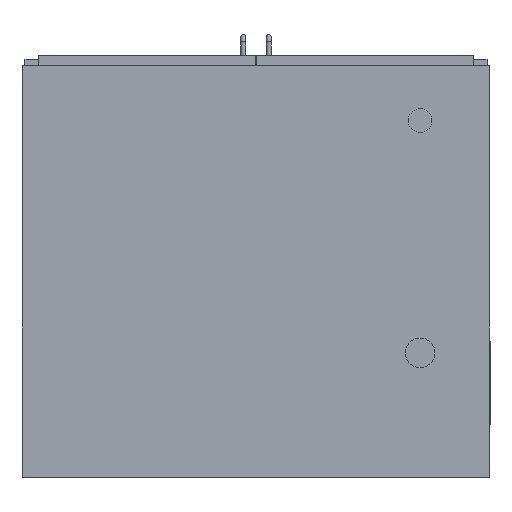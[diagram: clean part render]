
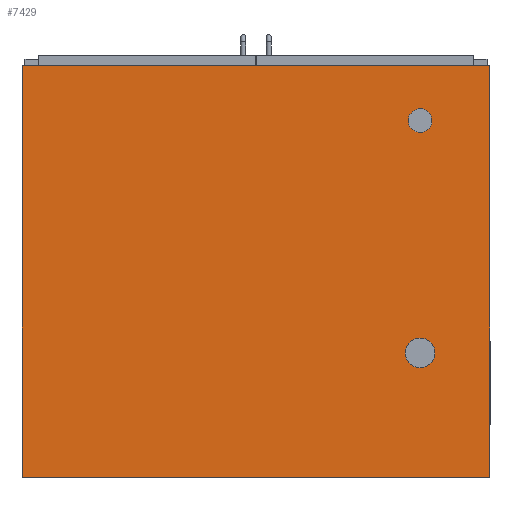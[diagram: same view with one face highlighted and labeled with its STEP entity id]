
A CAD part, front view. The second image highlights one B-rep face of the part: STEP entity #7429.
In plain terms, the highlighted planar face has unit normal (0, -1, 0).
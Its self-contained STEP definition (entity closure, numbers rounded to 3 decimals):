
#77=FACE_BOUND('',#859,.T.);
#78=FACE_BOUND('',#860,.T.);
#97=CIRCLE('',#7942,20.);
#99=CIRCLE('',#7946,25.);
#397=FACE_OUTER_BOUND('',#858,.T.);
#858=EDGE_LOOP('',(#4977,#4978,#4979,#4980));
#859=EDGE_LOOP('',(#4981));
#860=EDGE_LOOP('',(#4982));
#1348=LINE('',#10801,#2250);
#1350=LINE('',#10805,#2252);
#1352=LINE('',#10809,#2254);
#1354=LINE('',#10812,#2256);
#2250=VECTOR('',#8637,10.);
#2252=VECTOR('',#8641,10.);
#2254=VECTOR('',#8645,10.);
#2256=VECTOR('',#8649,10.);
#3130=VERTEX_POINT('',#10752);
#3132=VERTEX_POINT('',#10759);
#3145=VERTEX_POINT('',#10798);
#3146=VERTEX_POINT('',#10800);
#3147=VERTEX_POINT('',#10804);
#3148=VERTEX_POINT('',#10808);
#3843=EDGE_CURVE('',#3130,#3130,#97,.T.);
#3846=EDGE_CURVE('',#3132,#3132,#99,.T.);
#3864=EDGE_CURVE('',#3146,#3145,#1348,.T.);
#3866=EDGE_CURVE('',#3147,#3146,#1350,.T.);
#3868=EDGE_CURVE('',#3148,#3147,#1352,.T.);
#3870=EDGE_CURVE('',#3145,#3148,#1354,.T.);
#4977=ORIENTED_EDGE('',*,*,#3870,.T.);
#4978=ORIENTED_EDGE('',*,*,#3868,.T.);
#4979=ORIENTED_EDGE('',*,*,#3866,.T.);
#4980=ORIENTED_EDGE('',*,*,#3864,.T.);
#4981=ORIENTED_EDGE('',*,*,#3843,.T.);
#4982=ORIENTED_EDGE('',*,*,#3846,.T.);
#7057=PLANE('',#7958);
#7429=ADVANCED_FACE('',(#397,#77,#78),#7057,.T.);
#7942=AXIS2_PLACEMENT_3D('',#10754,#8593,#8594);
#7946=AXIS2_PLACEMENT_3D('',#10761,#8602,#8603);
#7958=AXIS2_PLACEMENT_3D('',#10813,#8650,#8651);
#8593=DIRECTION('center_axis',(0.,1.,0.));
#8594=DIRECTION('ref_axis',(1.,0.,0.));
#8602=DIRECTION('center_axis',(0.,1.,0.));
#8603=DIRECTION('ref_axis',(1.,0.,0.));
#8637=DIRECTION('',(1.,0.,0.));
#8641=DIRECTION('',(0.,0.,-1.));
#8645=DIRECTION('',(-1.,0.,0.));
#8649=DIRECTION('',(0.,0.,1.));
#8650=DIRECTION('center_axis',(0.,-1.,0.));
#8651=DIRECTION('ref_axis',(0.,0.,-1.));
#10752=CARTESIAN_POINT('',(257.,-370.,254.5));
#10754=CARTESIAN_POINT('Origin',(277.,-370.,254.5));
#10759=CARTESIAN_POINT('',(252.,-370.,-137.5));
#10761=CARTESIAN_POINT('Origin',(277.,-370.,-137.5));
#10798=CARTESIAN_POINT('',(395.,-370.,-347.5));
#10800=CARTESIAN_POINT('',(-395.,-370.,-347.5));
#10801=CARTESIAN_POINT('',(395.,-370.,-347.5));
#10804=CARTESIAN_POINT('',(-395.,-370.,347.5));
#10805=CARTESIAN_POINT('',(-395.,-370.,-347.5));
#10808=CARTESIAN_POINT('',(395.,-370.,347.5));
#10809=CARTESIAN_POINT('',(-395.,-370.,347.5));
#10812=CARTESIAN_POINT('',(395.,-370.,347.5));
#10813=CARTESIAN_POINT('Origin',(0.,-370.,0.));
